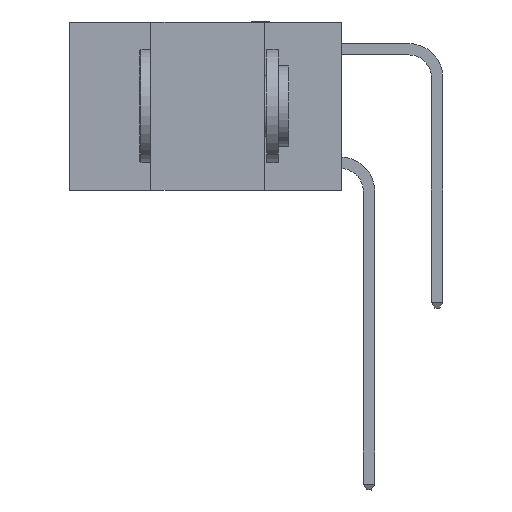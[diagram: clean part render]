
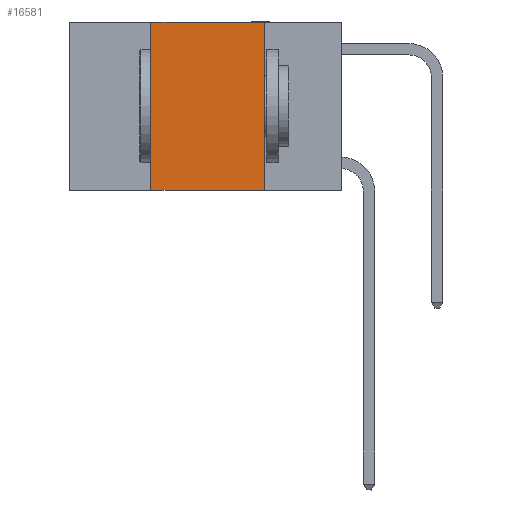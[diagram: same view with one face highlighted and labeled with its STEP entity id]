
A CAD part, left-side view. The second image highlights one B-rep face of the part: STEP entity #16581.
In plain terms, the highlighted planar face has unit normal (-1, 0, 0).
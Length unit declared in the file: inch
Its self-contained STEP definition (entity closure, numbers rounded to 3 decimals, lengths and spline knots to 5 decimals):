
#717 = LINE ( 'NONE', #9784, #24695 ) ;
#1732 = ORIENTED_EDGE ( 'NONE', *, *, #1760, .F. ) ;
#1760 = EDGE_CURVE ( 'NONE', #26397, #7485, #25017, .T. ) ;
#3713 = DIRECTION ( 'NONE',  ( 0., -1., 0. ) ) ;
#3868 = LINE ( 'NONE', #8064, #5828 ) ;
#5404 = DIRECTION ( 'NONE',  ( 0., 0., 1. ) ) ;
#5817 = EDGE_CURVE ( 'NONE', #21147, #7485, #28000, .T. ) ;
#5828 = VECTOR ( 'NONE', #5404, 39.37008 ) ;
#7207 = CARTESIAN_POINT ( 'NONE',  ( 0., 0.17, 0. ) ) ;
#7225 = EDGE_CURVE ( 'NONE', #7657, #26397, #717, .T. ) ;
#7275 = ORIENTED_EDGE ( 'NONE', *, *, #25913, .F. ) ;
#7485 = VERTEX_POINT ( 'NONE', #28958 ) ;
#7657 = VERTEX_POINT ( 'NONE', #13851 ) ;
#8064 = CARTESIAN_POINT ( 'NONE',  ( 0., 0.42, 0. ) ) ;
#8076 = PLANE ( 'NONE',  #10392 ) ;
#9784 = CARTESIAN_POINT ( 'NONE',  ( 0., 0.6, 0. ) ) ;
#10392 = AXIS2_PLACEMENT_3D ( 'NONE', #20877, #25918, #28546 ) ;
#13851 = CARTESIAN_POINT ( 'NONE',  ( 0., 0.42, 0. ) ) ;
#14924 = CARTESIAN_POINT ( 'NONE',  ( 0., 0.17, 0. ) ) ;
#16581 = ADVANCED_FACE ( 'NONE', ( #20495 ), #8076, .F. ) ;
#16634 = VECTOR ( 'NONE', #22567, 39.37008 ) ;
#19637 = CARTESIAN_POINT ( 'NONE',  ( 0., 0.42, -0.37 ) ) ;
#19647 = DIRECTION ( 'NONE',  ( 0., -1., 0. ) ) ;
#20495 = FACE_OUTER_BOUND ( 'NONE', #28271, .T. ) ;
#20877 = CARTESIAN_POINT ( 'NONE',  ( 0., 0.6, 0. ) ) ;
#21147 = VERTEX_POINT ( 'NONE', #19637 ) ;
#21526 = VECTOR ( 'NONE', #3713, 39.37008 ) ;
#21851 = CARTESIAN_POINT ( 'NONE',  ( 0., 0.6, -0.37 ) ) ;
#22567 = DIRECTION ( 'NONE',  ( 0., 0., -1. ) ) ;
#23144 = ORIENTED_EDGE ( 'NONE', *, *, #7225, .F. ) ;
#24695 = VECTOR ( 'NONE', #19647, 39.37008 ) ;
#25017 = LINE ( 'NONE', #7207, #16634 ) ;
#25913 = EDGE_CURVE ( 'NONE', #21147, #7657, #3868, .T. ) ;
#25918 = DIRECTION ( 'NONE',  ( 1., 0., 0. ) ) ;
#26397 = VERTEX_POINT ( 'NONE', #14924 ) ;
#28000 = LINE ( 'NONE', #21851, #21526 ) ;
#28271 = EDGE_LOOP ( 'NONE', ( #1732, #23144, #7275, #31846 ) ) ;
#28546 = DIRECTION ( 'NONE',  ( 0., 0., -1. ) ) ;
#28958 = CARTESIAN_POINT ( 'NONE',  ( 0., 0.17, -0.37 ) ) ;
#31846 = ORIENTED_EDGE ( 'NONE', *, *, #5817, .T. ) ;
